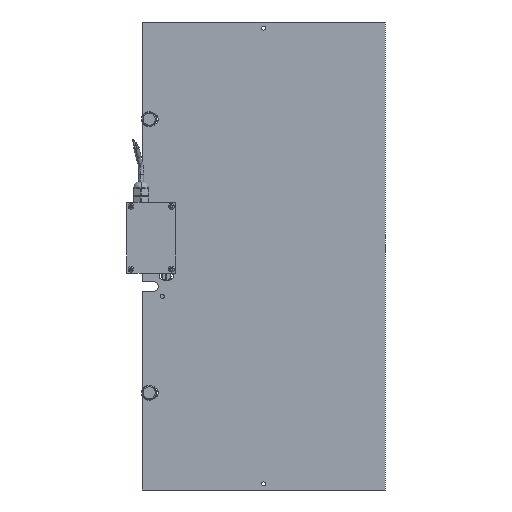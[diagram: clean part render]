
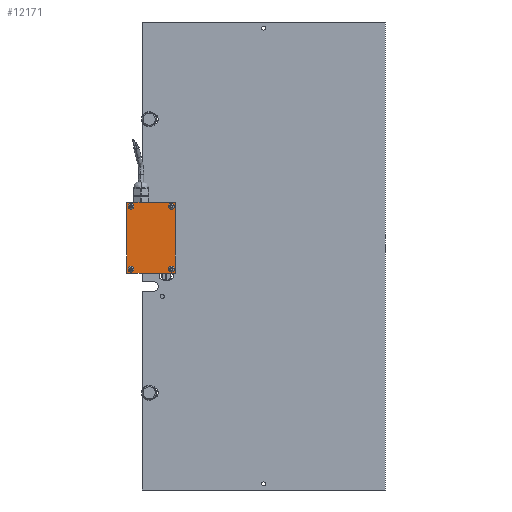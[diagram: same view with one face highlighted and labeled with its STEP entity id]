
A CAD part, front view. The second image highlights one B-rep face of the part: STEP entity #12171.
In plain terms, the highlighted planar face has unit normal (0, -1, 0).
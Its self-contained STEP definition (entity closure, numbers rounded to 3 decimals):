
#240 = DIRECTION ( 'NONE',  ( 0., 0., -1. ) ) ;
#255 = CARTESIAN_POINT ( 'NONE',  ( 20., 0., 32.65 ) ) ;
#644 = CARTESIAN_POINT ( 'NONE',  ( -20., 0., -32.65 ) ) ;
#677 = VERTEX_POINT ( 'NONE', #3074 ) ;
#707 = FACE_BOUND ( 'NONE', #12336, .T. ) ;
#848 = DIRECTION ( 'NONE',  ( 0., -1., 0. ) ) ;
#894 = ORIENTED_EDGE ( 'NONE', *, *, #6207, .F. ) ;
#920 = FACE_BOUND ( 'NONE', #11556, .T. ) ;
#1022 = CIRCLE ( 'NONE', #4126, 1.65 ) ;
#1023 = DIRECTION ( 'NONE',  ( 0., 0., -1. ) ) ;
#1241 = VERTEX_POINT ( 'NONE', #2760 ) ;
#1427 = VERTEX_POINT ( 'NONE', #9179 ) ;
#1563 = ORIENTED_EDGE ( 'NONE', *, *, #2905, .F. ) ;
#1638 = ORIENTED_EDGE ( 'NONE', *, *, #6154, .F. ) ;
#1669 = CARTESIAN_POINT ( 'NONE',  ( -20., 0., -31. ) ) ;
#1802 = AXIS2_PLACEMENT_3D ( 'NONE', #11646, #2289, #7967 ) ;
#1867 = ORIENTED_EDGE ( 'NONE', *, *, #3551, .F. ) ;
#1963 = AXIS2_PLACEMENT_3D ( 'NONE', #6228, #3922, #2585 ) ;
#2111 = LINE ( 'NONE', #10287, #11263 ) ;
#2271 = CARTESIAN_POINT ( 'NONE',  ( -20., 0., -29.35 ) ) ;
#2289 = DIRECTION ( 'NONE',  ( 0., -1., 0. ) ) ;
#2339 = DIRECTION ( 'NONE',  ( 1., 0., 0. ) ) ;
#2366 = CARTESIAN_POINT ( 'NONE',  ( 20., 0., -32.65 ) ) ;
#2469 = DIRECTION ( 'NONE',  ( 0., -1., 0. ) ) ;
#2585 = DIRECTION ( 'NONE',  ( 0., 0., -1. ) ) ;
#2760 = CARTESIAN_POINT ( 'NONE',  ( -20., 0., 29.35 ) ) ;
#2905 = EDGE_CURVE ( 'NONE', #677, #3999, #12811, .T. ) ;
#2959 = CIRCLE ( 'NONE', #11320, 1.65 ) ;
#3074 = CARTESIAN_POINT ( 'NONE',  ( -24., 0., -35. ) ) ;
#3163 = PLANE ( 'NONE',  #12942 ) ;
#3490 = CARTESIAN_POINT ( 'NONE',  ( -20., 0., 31. ) ) ;
#3502 = CARTESIAN_POINT ( 'NONE',  ( -24., 0., -35. ) ) ;
#3551 = EDGE_CURVE ( 'NONE', #3676, #1241, #11366, .T. ) ;
#3676 = VERTEX_POINT ( 'NONE', #8048 ) ;
#3759 = ORIENTED_EDGE ( 'NONE', *, *, #11184, .F. ) ;
#3784 = VERTEX_POINT ( 'NONE', #644 ) ;
#3922 = DIRECTION ( 'NONE',  ( 0., -1., 0. ) ) ;
#3999 = VERTEX_POINT ( 'NONE', #14390 ) ;
#4126 = AXIS2_PLACEMENT_3D ( 'NONE', #7815, #12545, #5716 ) ;
#4135 = FACE_OUTER_BOUND ( 'NONE', #12020, .T. ) ;
#4439 = ORIENTED_EDGE ( 'NONE', *, *, #9809, .F. ) ;
#4611 = CIRCLE ( 'NONE', #9161, 1.65 ) ;
#5123 = VERTEX_POINT ( 'NONE', #11425 ) ;
#5143 = ORIENTED_EDGE ( 'NONE', *, *, #6955, .F. ) ;
#5249 = FACE_BOUND ( 'NONE', #5481, .T. ) ;
#5318 = AXIS2_PLACEMENT_3D ( 'NONE', #3490, #8050, #10166 ) ;
#5481 = EDGE_LOOP ( 'NONE', ( #1638, #3759 ) ) ;
#5716 = DIRECTION ( 'NONE',  ( 0., 0., -1. ) ) ;
#5850 = ORIENTED_EDGE ( 'NONE', *, *, #12327, .F. ) ;
#6056 = AXIS2_PLACEMENT_3D ( 'NONE', #12213, #848, #9833 ) ;
#6069 = ORIENTED_EDGE ( 'NONE', *, *, #10654, .F. ) ;
#6154 = EDGE_CURVE ( 'NONE', #8219, #12437, #1022, .T. ) ;
#6207 = EDGE_CURVE ( 'NONE', #1241, #3676, #11784, .T. ) ;
#6209 = VERTEX_POINT ( 'NONE', #2366 ) ;
#6221 = DIRECTION ( 'NONE',  ( 0., -1., 0. ) ) ;
#6228 = CARTESIAN_POINT ( 'NONE',  ( 20., 0., -31. ) ) ;
#6861 = CARTESIAN_POINT ( 'NONE',  ( 20., 0., -31. ) ) ;
#6955 = EDGE_CURVE ( 'NONE', #7634, #3784, #2959, .T. ) ;
#6966 = CARTESIAN_POINT ( 'NONE',  ( 24., 0., 35. ) ) ;
#6987 = VECTOR ( 'NONE', #10355, 1000. ) ;
#7007 = LINE ( 'NONE', #3502, #8434 ) ;
#7634 = VERTEX_POINT ( 'NONE', #2271 ) ;
#7637 = DIRECTION ( 'NONE',  ( 0., 0., -1. ) ) ;
#7815 = CARTESIAN_POINT ( 'NONE',  ( 20., 0., 31. ) ) ;
#7967 = DIRECTION ( 'NONE',  ( 0., 0., -1. ) ) ;
#7969 = EDGE_LOOP ( 'NONE', ( #10177, #6069 ) ) ;
#7974 = DIRECTION ( 'NONE',  ( -1., 0., 0. ) ) ;
#8048 = CARTESIAN_POINT ( 'NONE',  ( -20., 0., 32.65 ) ) ;
#8050 = DIRECTION ( 'NONE',  ( 0., -1., 0. ) ) ;
#8133 = CIRCLE ( 'NONE', #9334, 1.65 ) ;
#8219 = VERTEX_POINT ( 'NONE', #13172 ) ;
#8309 = CARTESIAN_POINT ( 'NONE',  ( -24., 0., 35. ) ) ;
#8428 = CIRCLE ( 'NONE', #1963, 1.65 ) ;
#8434 = VECTOR ( 'NONE', #7974, 1000. ) ;
#8655 = EDGE_CURVE ( 'NONE', #6209, #5123, #8428, .T. ) ;
#8703 = DIRECTION ( 'NONE',  ( 0., -1., 0. ) ) ;
#8798 = EDGE_CURVE ( 'NONE', #3784, #7634, #10122, .T. ) ;
#9161 = AXIS2_PLACEMENT_3D ( 'NONE', #6861, #13600, #1023 ) ;
#9179 = CARTESIAN_POINT ( 'NONE',  ( 24., 0., 35. ) ) ;
#9301 = ORIENTED_EDGE ( 'NONE', *, *, #8798, .F. ) ;
#9334 = AXIS2_PLACEMENT_3D ( 'NONE', #13694, #2469, #240 ) ;
#9393 = ORIENTED_EDGE ( 'NONE', *, *, #10559, .F. ) ;
#9809 = EDGE_CURVE ( 'NONE', #1427, #12676, #11460, .T. ) ;
#9833 = DIRECTION ( 'NONE',  ( 0., 0., -1. ) ) ;
#10122 = CIRCLE ( 'NONE', #6056, 1.65 ) ;
#10166 = DIRECTION ( 'NONE',  ( 0., 0., -1. ) ) ;
#10177 = ORIENTED_EDGE ( 'NONE', *, *, #8655, .F. ) ;
#10272 = CARTESIAN_POINT ( 'NONE',  ( 24., 0., -35. ) ) ;
#10287 = CARTESIAN_POINT ( 'NONE',  ( -24., 0., 35. ) ) ;
#10355 = DIRECTION ( 'NONE',  ( 0., 0., -1. ) ) ;
#10559 = EDGE_CURVE ( 'NONE', #12676, #677, #7007, .T. ) ;
#10654 = EDGE_CURVE ( 'NONE', #5123, #6209, #4611, .T. ) ;
#10812 = DIRECTION ( 'NONE',  ( 0., 0., -1. ) ) ;
#11181 = FACE_BOUND ( 'NONE', #7969, .T. ) ;
#11184 = EDGE_CURVE ( 'NONE', #12437, #8219, #8133, .T. ) ;
#11263 = VECTOR ( 'NONE', #2339, 1000. ) ;
#11320 = AXIS2_PLACEMENT_3D ( 'NONE', #1669, #6221, #10812 ) ;
#11366 = CIRCLE ( 'NONE', #1802, 1.65 ) ;
#11425 = CARTESIAN_POINT ( 'NONE',  ( 20., 0., -29.35 ) ) ;
#11460 = LINE ( 'NONE', #6966, #6987 ) ;
#11556 = EDGE_LOOP ( 'NONE', ( #894, #1867 ) ) ;
#11646 = CARTESIAN_POINT ( 'NONE',  ( -20., 0., 31. ) ) ;
#11784 = CIRCLE ( 'NONE', #5318, 1.65 ) ;
#11843 = VECTOR ( 'NONE', #12732, 1000. ) ;
#12020 = EDGE_LOOP ( 'NONE', ( #4439, #5850, #1563, #9393 ) ) ;
#12171 = ADVANCED_FACE ( 'NONE', ( #11181, #5249, #920, #707, #4135 ), #3163, .T. ) ;
#12213 = CARTESIAN_POINT ( 'NONE',  ( -20., 0., -31. ) ) ;
#12327 = EDGE_CURVE ( 'NONE', #3999, #1427, #2111, .T. ) ;
#12336 = EDGE_LOOP ( 'NONE', ( #9301, #5143 ) ) ;
#12437 = VERTEX_POINT ( 'NONE', #255 ) ;
#12545 = DIRECTION ( 'NONE',  ( 0., -1., 0. ) ) ;
#12676 = VERTEX_POINT ( 'NONE', #10272 ) ;
#12732 = DIRECTION ( 'NONE',  ( 0., 0., 1. ) ) ;
#12811 = LINE ( 'NONE', #8309, #11843 ) ;
#12942 = AXIS2_PLACEMENT_3D ( 'NONE', #13131, #8703, #7637 ) ;
#13131 = CARTESIAN_POINT ( 'NONE',  ( 0., 0., 0. ) ) ;
#13172 = CARTESIAN_POINT ( 'NONE',  ( 20., 0., 29.35 ) ) ;
#13600 = DIRECTION ( 'NONE',  ( 0., -1., 0. ) ) ;
#13694 = CARTESIAN_POINT ( 'NONE',  ( 20., 0., 31. ) ) ;
#14390 = CARTESIAN_POINT ( 'NONE',  ( -24., 0., 35. ) ) ;
